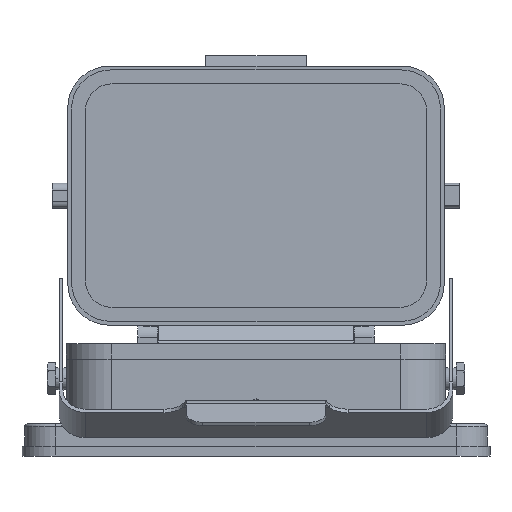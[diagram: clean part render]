
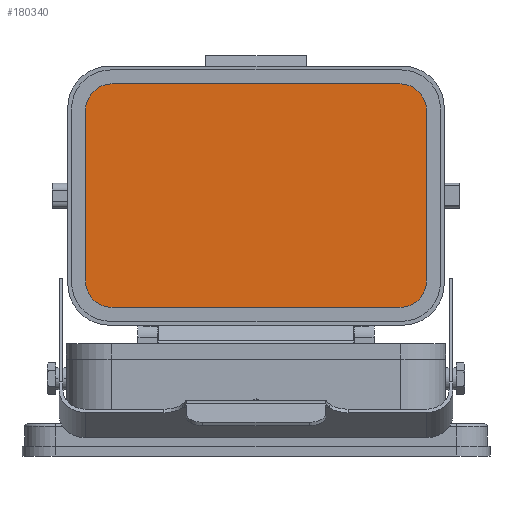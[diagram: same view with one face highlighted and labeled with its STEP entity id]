
A CAD part, front view. The second image highlights one B-rep face of the part: STEP entity #180340.
In plain terms, the highlighted planar face has unit normal (0, -1, 0).
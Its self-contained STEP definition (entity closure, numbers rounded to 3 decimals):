
#178580=CARTESIAN_POINT('',(61.,71.,62.71));
#178590=VERTEX_POINT('',#178580);
#178620=CARTESIAN_POINT('',(61.,71.,16.366));
#178630=DIRECTION('',(0.,0.,-1.));
#178640=VECTOR('',#178630,1.);
#178650=LINE('',#178620,#178640);
#178660=CARTESIAN_POINT('',(61.,71.,123.71));
#178670=VERTEX_POINT('',#178660);
#178680=EDGE_CURVE('',#178670,#178590,#178650,.T.);
#178960=CARTESIAN_POINT('',(51.5,71.,133.21));
#178970=VERTEX_POINT('',#178960);
#179000=CARTESIAN_POINT('',(-40.793,71.,133.21));
#179010=DIRECTION('',(1.,0.,0.));
#179020=VECTOR('',#179010,1.);
#179030=LINE('',#179000,#179020);
#179040=CARTESIAN_POINT('',(-51.5,71.,133.21));
#179050=VERTEX_POINT('',#179040);
#179060=EDGE_CURVE('',#179050,#178970,#179030,.T.);
#179340=CARTESIAN_POINT('',(-61.,71.,123.71));
#179350=VERTEX_POINT('',#179340);
#179380=CARTESIAN_POINT('',(-61.,71.,16.366));
#179390=DIRECTION('',(0.,0.,1.));
#179400=VECTOR('',#179390,1.);
#179410=LINE('',#179380,#179400);
#179420=CARTESIAN_POINT('',(-61.,71.,62.71));
#179430=VERTEX_POINT('',#179420);
#179440=EDGE_CURVE('',#179430,#179350,#179410,.T.);
#179670=CARTESIAN_POINT('',(-51.5,71.,62.71));
#179680=DIRECTION('',(0.,-1.,0.));
#179690=DIRECTION('',(1.,0.,0.));
#179700=AXIS2_PLACEMENT_3D('',#179670,#179680,#179690);
#179710=CIRCLE('',#179700,9.5);
#179720=CARTESIAN_POINT('',(-51.5,71.,53.21));
#179730=VERTEX_POINT('',#179720);
#179740=EDGE_CURVE('',#179430,#179730,#179710,.T.);
#179940=CARTESIAN_POINT('',(-60.372,71.,53.791));
#179950=DIRECTION('',(0.,-1.,0.));
#179960=DIRECTION('',(1.,0.,0.));
#179970=AXIS2_PLACEMENT_3D('',#179940,#179950,#179960);
#179980=PLANE('',#179970);
#179990=CARTESIAN_POINT('',(-40.793,71.,53.21));
#180000=DIRECTION('',(-1.,0.,0.));
#180010=VECTOR('',#180000,1.);
#180020=LINE('',#179990,#180010);
#180030=CARTESIAN_POINT('',(51.5,71.,53.21));
#180040=VERTEX_POINT('',#180030);
#180050=EDGE_CURVE('',#180040,#179730,#180020,.T.);
#180060=ORIENTED_EDGE('',*,*,#180050,.F.);
#180070=ORIENTED_EDGE('',*,*,#179740,.T.);
#180080=ORIENTED_EDGE('',*,*,#179440,.F.);
#180090=CARTESIAN_POINT('',(-51.5,71.,123.71));
#180100=DIRECTION('',(0.,-1.,0.));
#180110=DIRECTION('',(1.,0.,0.));
#180120=AXIS2_PLACEMENT_3D('',#180090,#180100,#180110);
#180130=CIRCLE('',#180120,9.5);
#180140=EDGE_CURVE('',#179050,#179350,#180130,.T.);
#180150=ORIENTED_EDGE('',*,*,#180140,.T.);
#180160=ORIENTED_EDGE('',*,*,#179060,.F.);
#180170=CARTESIAN_POINT('',(51.5,71.,123.71));
#180180=DIRECTION('',(0.,-1.,0.));
#180190=DIRECTION('',(1.,0.,0.));
#180200=AXIS2_PLACEMENT_3D('',#180170,#180180,#180190);
#180210=CIRCLE('',#180200,9.5);
#180220=EDGE_CURVE('',#178670,#178970,#180210,.T.);
#180230=ORIENTED_EDGE('',*,*,#180220,.T.);
#180240=ORIENTED_EDGE('',*,*,#178680,.F.);
#180250=CARTESIAN_POINT('',(51.5,71.,62.71));
#180260=DIRECTION('',(0.,-1.,0.));
#180270=DIRECTION('',(1.,0.,0.));
#180280=AXIS2_PLACEMENT_3D('',#180250,#180260,#180270);
#180290=CIRCLE('',#180280,9.5);
#180300=EDGE_CURVE('',#180040,#178590,#180290,.T.);
#180310=ORIENTED_EDGE('',*,*,#180300,.T.);
#180320=EDGE_LOOP('',(#180310,#180240,#180230,#180160,#180150,#180080,
#180070,#180060));
#180330=FACE_OUTER_BOUND('',#180320,.T.);
#180340=ADVANCED_FACE('',(#180330),#179980,.T.);
